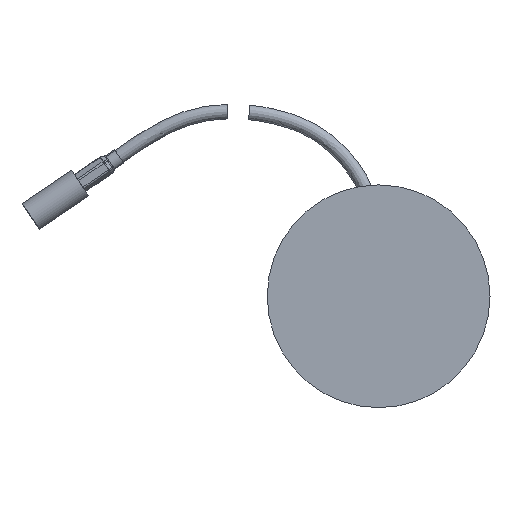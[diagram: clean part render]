
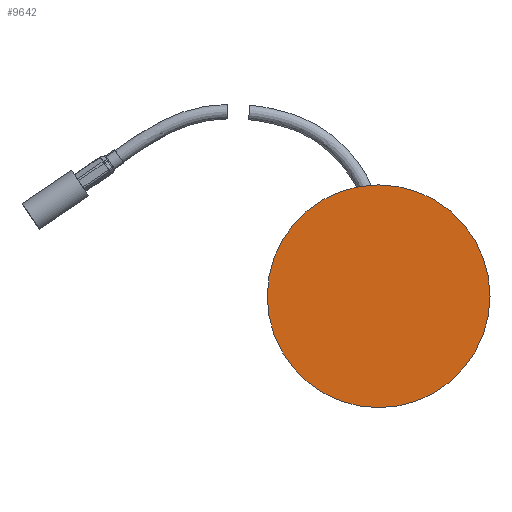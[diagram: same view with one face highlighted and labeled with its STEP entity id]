
A CAD part, front view. The second image highlights one B-rep face of the part: STEP entity #9642.
In plain terms, the highlighted planar face has unit normal (0, -1, 0).
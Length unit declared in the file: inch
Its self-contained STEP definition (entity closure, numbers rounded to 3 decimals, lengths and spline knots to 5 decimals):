
#113 = DIRECTION ( 'NONE',  ( 0., 1., 0. ) ) ;
#259 = VERTEX_POINT ( 'NONE', #8183 ) ;
#632 = ORIENTED_EDGE ( 'NONE', *, *, #11737, .F. ) ;
#2656 = VERTEX_POINT ( 'NONE', #9534 ) ;
#4517 = PLANE ( 'NONE',  #6517 ) ;
#4568 = DIRECTION ( 'NONE',  ( 0., 1., 0. ) ) ;
#6517 = AXIS2_PLACEMENT_3D ( 'NONE', #11128, #4568, #12227 ) ;
#6588 = DIRECTION ( 'NONE',  ( 0., 1., 0. ) ) ;
#6725 = CARTESIAN_POINT ( 'NONE',  ( 0., 0., 0. ) ) ;
#7823 = DIRECTION ( 'NONE',  ( 0., 0., 1. ) ) ;
#8020 = FACE_OUTER_BOUND ( 'NONE', #11268, .T. ) ;
#8183 = CARTESIAN_POINT ( 'NONE',  ( 0., 0., -1.5 ) ) ;
#8215 = AXIS2_PLACEMENT_3D ( 'NONE', #13166, #6588, #14259 ) ;
#8604 = ORIENTED_EDGE ( 'NONE', *, *, #9568, .F. ) ;
#9534 = CARTESIAN_POINT ( 'NONE',  ( 0., 0., 1.5 ) ) ;
#9568 = EDGE_CURVE ( 'NONE', #259, #2656, #10081, .T. ) ;
#9642 = ADVANCED_FACE ( 'NONE', ( #8020 ), #4517, .F. ) ;
#10081 = CIRCLE ( 'NONE', #8215, 1.5 ) ;
#10470 = AXIS2_PLACEMENT_3D ( 'NONE', #6725, #113, #7823 ) ;
#11128 = CARTESIAN_POINT ( 'NONE',  ( 0., 0., 0. ) ) ;
#11268 = EDGE_LOOP ( 'NONE', ( #632, #8604 ) ) ;
#11737 = EDGE_CURVE ( 'NONE', #2656, #259, #12245, .T. ) ;
#12227 = DIRECTION ( 'NONE',  ( 0., 0., 1. ) ) ;
#12245 = CIRCLE ( 'NONE', #10470, 1.5 ) ;
#13166 = CARTESIAN_POINT ( 'NONE',  ( 0., 0., 0. ) ) ;
#14259 = DIRECTION ( 'NONE',  ( 0., 0., 1. ) ) ;
